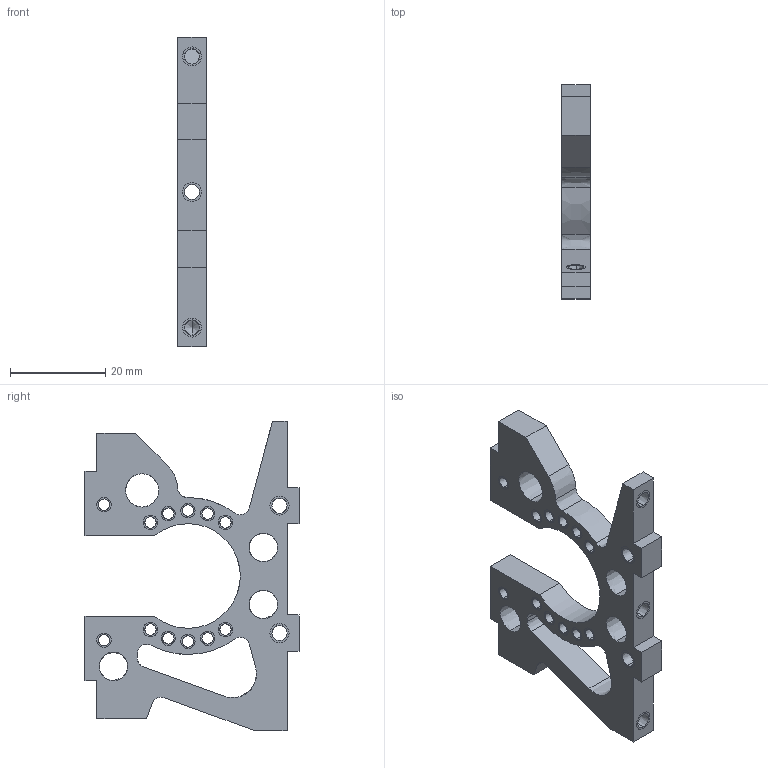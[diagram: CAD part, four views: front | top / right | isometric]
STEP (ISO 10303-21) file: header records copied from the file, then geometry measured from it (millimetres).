
FILE_DESCRIPTION((''),'2;1');
FILE_NAME('100063-A_PALIER-ARRIERE','2020-07-05T',('sr'),(''),'PRO/ENGINEER BY PARAMETRIC TECHNOLOGY CORPORATION, 2004090','PRO/ENGINEER BY PARAMETRIC TECHNOLOGY CORPORATION, 2004090','');
FILE_SCHEMA(('CONFIG_CONTROL_DESIGN','SHAPE_APPEARANCE_LAYERS_GROUPS'));
Length unit declared in the file: millimetre
Products named in the file (1): 100063-A_PALIER-ARRIERE
Bounding box: 6 x 45 x 65 mm (x, y, z)
Volume: 7426.8 mm3; surface area: 7540.3 mm2
Topology: 1 solids, 20 shells, 134 faces, 387 edges, 255 vertices
Faces by surface type: bspline 134
Entity records: 6989 total; most frequent: CARTESIAN_POINT 3567, ORIENTED_EDGE 686, DIRECTION 563, EDGE_CURVE 381, VERTEX_POINT 255, AXIS2_PLACEMENT_3D 189, CIRCLE 188, VECTOR 185
